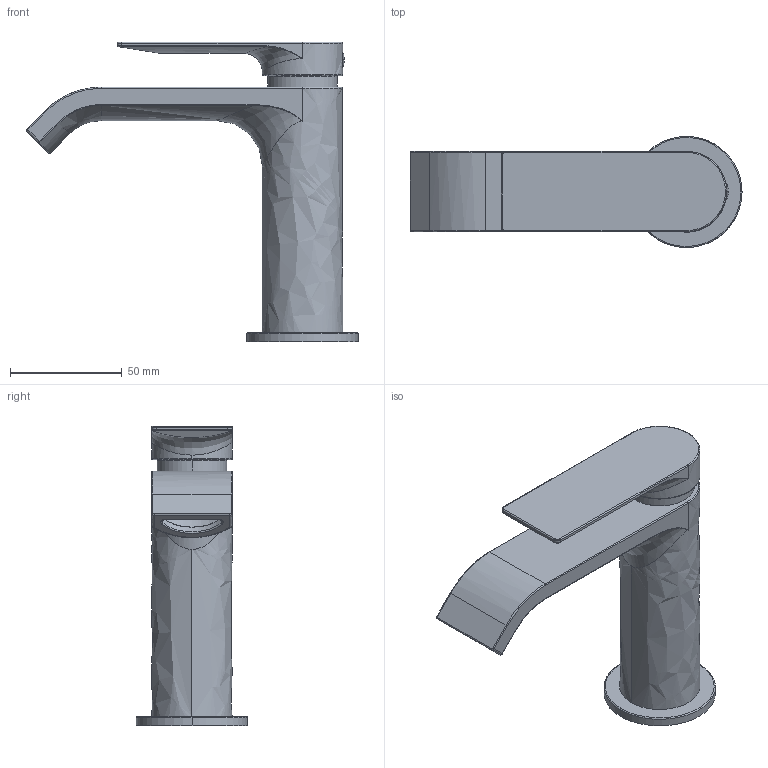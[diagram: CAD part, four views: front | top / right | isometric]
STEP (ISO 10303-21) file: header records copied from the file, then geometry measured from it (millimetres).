
FILE_DESCRIPTION(/* description */ (''),/* implementation_level */ '2;1');
FILE_NAME(/* name */ 'CHARMA~1',/* time_stamp */ '2015-05-22T14:54:29+02:00',/* author */ (''),/* organization */ (''),/* preprocessor_version */ 'ST-DEVELOPER v15',/* originating_system */ '',/* authorisation */ '');
FILE_SCHEMA (('AUTOMOTIVE_DESIGN'));
Length unit declared in the file: millimetre
Products named in the file (1): Document
Bounding box: 148.69 x 49.73 x 134.3 mm (x, y, z)
Volume: 21245.2 mm3; surface area: 47000.9 mm2
Topology: 4 solids, 61 shells, 227 faces, 753 edges, 589 vertices
Faces by surface type: bspline 175, plane 52
Entity records: 15998 total; most frequent: CARTESIAN_POINT 11980, ORIENTED_EDGE 1190, EDGE_CURVE 747, VERTEX_POINT 589, B_SPLINE_CURVE_WITH_KNOTS 406, EDGE_LOOP 241, ADVANCED_FACE 227, FACE_OUTER_BOUND 227
